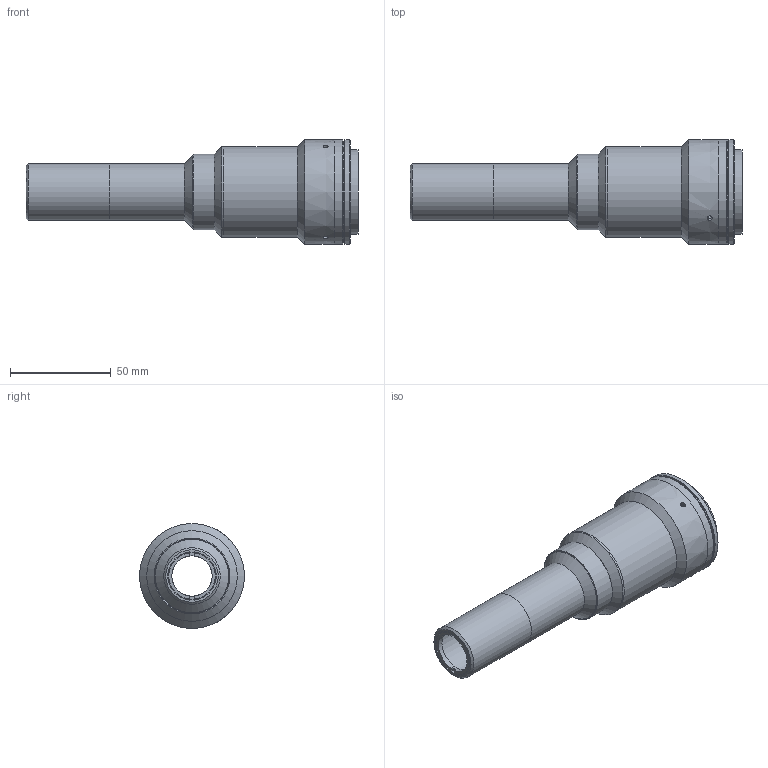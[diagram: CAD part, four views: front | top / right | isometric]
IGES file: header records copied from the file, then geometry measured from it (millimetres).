
Start section: SolidWorks IGES file using analytic representation for surfaces
Global section: file name: DP31978-A_TC4MHRP004-J.igs; native system: SolidWorks 2021; preprocessor: SolidWorks 2021; author: lrizzotto; date: 220613.090718; units: millimetre
Bounding box: 164.59 x 52 x 52 mm (x, y, z)
Surface area: 34146.2 mm2 (no closed solid volume)
Topology: 0 solids, 0 shells, 66 faces, 395 edges, 369 vertices
Faces by surface type: bspline 36, revolution 30
